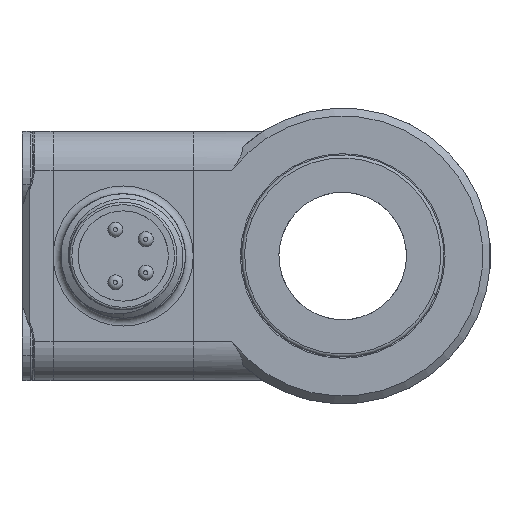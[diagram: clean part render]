
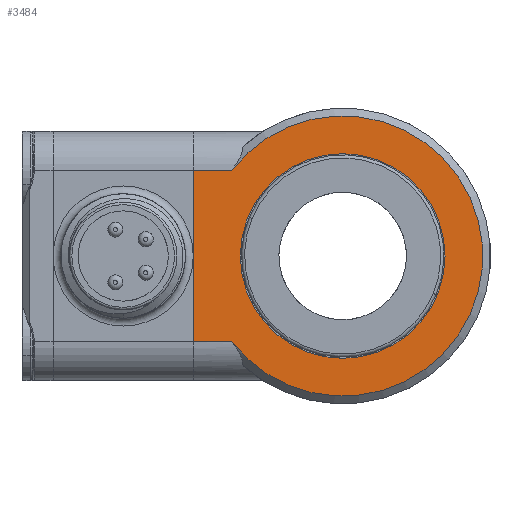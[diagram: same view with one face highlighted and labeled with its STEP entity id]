
A CAD part, left-side view. The second image highlights one B-rep face of the part: STEP entity #3484.
In plain terms, the highlighted planar face has unit normal (-1, 0, 0).
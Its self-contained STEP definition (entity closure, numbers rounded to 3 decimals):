
#98 = VERTEX_POINT ( 'NONE', #1272 ) ;
#760 = LINE ( 'NONE', #5528, #11869 ) ;
#886 = AXIS2_PLACEMENT_3D ( 'NONE', #2258, #1324, #2321 ) ;
#970 = DIRECTION ( 'NONE',  ( 0., 0., 1. ) ) ;
#1272 = CARTESIAN_POINT ( 'NONE',  ( -20., 0., 6.575 ) ) ;
#1324 = DIRECTION ( 'NONE',  ( -1., 0., 0. ) ) ;
#1705 = AXIS2_PLACEMENT_3D ( 'NONE', #8439, #11992, #6318 ) ;
#1744 = CARTESIAN_POINT ( 'NONE',  ( -20., 7.124, 5.5 ) ) ;
#2258 = CARTESIAN_POINT ( 'NONE',  ( -20., 0., 0. ) ) ;
#2321 = DIRECTION ( 'NONE',  ( 0., 0., 1. ) ) ;
#2322 = DIRECTION ( 'NONE',  ( 0., 0., 1. ) ) ;
#2457 = EDGE_CURVE ( 'NONE', #3950, #5556, #7285, .T. ) ;
#2589 = EDGE_CURVE ( 'NONE', #3950, #6261, #760, .T. ) ;
#3056 = CARTESIAN_POINT ( 'NONE',  ( -20., -9.501, 5.5 ) ) ;
#3484 = ADVANCED_FACE ( 'NONE', ( #6440, #5368 ), #10250, .T. ) ;
#3583 = DIRECTION ( 'NONE',  ( 0., 1., 0. ) ) ;
#3770 = EDGE_CURVE ( 'NONE', #98, #98, #6747, .T. ) ;
#3950 = VERTEX_POINT ( 'NONE', #12286 ) ;
#4814 = DIRECTION ( 'NONE',  ( 0., 1., 0. ) ) ;
#5062 = ORIENTED_EDGE ( 'NONE', *, *, #2457, .T. ) ;
#5079 = ORIENTED_EDGE ( 'NONE', *, *, #5682, .T. ) ;
#5368 = FACE_BOUND ( 'NONE', #10259, .T. ) ;
#5464 = ORIENTED_EDGE ( 'NONE', *, *, #6176, .F. ) ;
#5528 = CARTESIAN_POINT ( 'NONE',  ( -20., -9.501, -5.5 ) ) ;
#5556 = VERTEX_POINT ( 'NONE', #1744 ) ;
#5570 = VERTEX_POINT ( 'NONE', #5573 ) ;
#5573 = CARTESIAN_POINT ( 'NONE',  ( -20., 9.6, 5.5 ) ) ;
#5682 = EDGE_CURVE ( 'NONE', #5556, #5570, #8756, .T. ) ;
#6176 = EDGE_CURVE ( 'NONE', #6261, #5570, #8796, .T. ) ;
#6261 = VERTEX_POINT ( 'NONE', #10970 ) ;
#6318 = DIRECTION ( 'NONE',  ( 0., 0., 1. ) ) ;
#6440 = FACE_OUTER_BOUND ( 'NONE', #8236, .T. ) ;
#6626 = CARTESIAN_POINT ( 'NONE',  ( -20., 9.6, -5.5 ) ) ;
#6633 = VECTOR ( 'NONE', #970, 1000. ) ;
#6747 = CIRCLE ( 'NONE', #8145, 6.575 ) ;
#7090 = DIRECTION ( 'NONE',  ( 1., 0., 0. ) ) ;
#7285 = CIRCLE ( 'NONE', #886, 9. ) ;
#8145 = AXIS2_PLACEMENT_3D ( 'NONE', #11837, #7090, #2322 ) ;
#8236 = EDGE_LOOP ( 'NONE', ( #5079, #5464, #11130, #5062 ) ) ;
#8439 = CARTESIAN_POINT ( 'NONE',  ( -20., 0., 0. ) ) ;
#8756 = LINE ( 'NONE', #3056, #11799 ) ;
#8796 = LINE ( 'NONE', #6626, #6633 ) ;
#9674 = ORIENTED_EDGE ( 'NONE', *, *, #3770, .T. ) ;
#10250 = PLANE ( 'NONE',  #1705 ) ;
#10259 = EDGE_LOOP ( 'NONE', ( #9674 ) ) ;
#10970 = CARTESIAN_POINT ( 'NONE',  ( -20., 9.6, -5.5 ) ) ;
#11130 = ORIENTED_EDGE ( 'NONE', *, *, #2589, .F. ) ;
#11799 = VECTOR ( 'NONE', #4814, 1000. ) ;
#11837 = CARTESIAN_POINT ( 'NONE',  ( -20., 0., 0. ) ) ;
#11869 = VECTOR ( 'NONE', #3583, 1000. ) ;
#11992 = DIRECTION ( 'NONE',  ( -1., 0., 0. ) ) ;
#12286 = CARTESIAN_POINT ( 'NONE',  ( -20., 7.124, -5.5 ) ) ;
